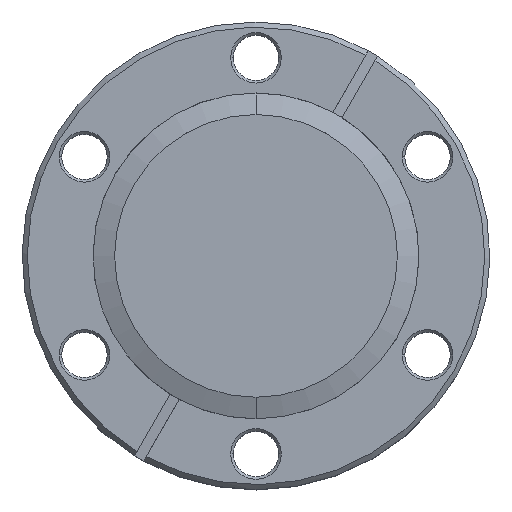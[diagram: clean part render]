
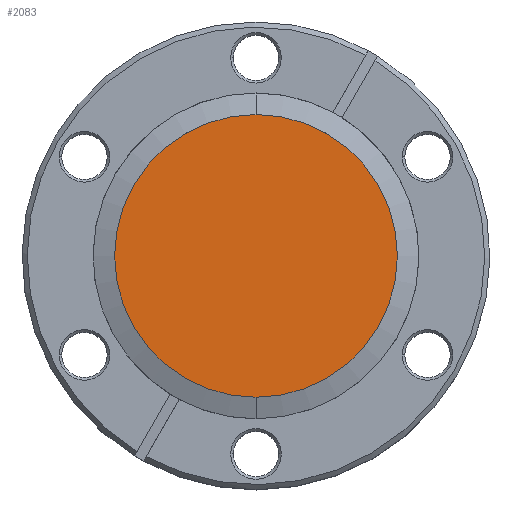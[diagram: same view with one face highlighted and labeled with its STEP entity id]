
A CAD part, top view. The second image highlights one B-rep face of the part: STEP entity #2083.
In plain terms, the highlighted planar face has unit normal (0, 0, 1).
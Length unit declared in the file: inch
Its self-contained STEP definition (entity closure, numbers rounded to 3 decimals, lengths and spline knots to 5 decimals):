
#743=CARTESIAN_POINT('',(0.,0.,-0.05));
#744=DIRECTION('',(0.,0.,1.));
#745=DIRECTION('',(0.,1.,0.));
#746=AXIS2_PLACEMENT_3D('',#743,#744,#745);
#756=CARTESIAN_POINT('',(0.,0.,-0.05));
#757=DIRECTION('',(0.,0.,-1.));
#758=DIRECTION('',(0.,1.,0.));
#759=AXIS2_PLACEMENT_3D('',#756,#757,#758);
#826=CARTESIAN_POINT('',(0.,0.825,-0.05));
#828=VERTEX_POINT('',#826);
#832=CARTESIAN_POINT('',(0.,-0.825,-0.05));
#834=VERTEX_POINT('',#832);
#2074=CARTESIAN_POINT('',(0.,0.,-0.05));
#2075=DIRECTION('',(0.,0.,1.));
#2076=DIRECTION('',(0.,1.,0.));
#2077=AXIS2_PLACEMENT_3D('',#2074,#2075,#2076);
#2078=PLANE('',#2077);
#2079=ORIENTED_EDGE('',*,*,#2069,.T.);
#2080=ORIENTED_EDGE('',*,*,#2053,.F.);
#2081=EDGE_LOOP('',(#2079,#2080));
#2082=FACE_OUTER_BOUND('',#2081,.F.);
#2083=ADVANCED_FACE('',(#2082),#2078,.T.);
#747=CIRCLE('',#746,0.825);
#760=CIRCLE('',#759,0.825);
#2053=EDGE_CURVE('',#828,#834,#747,.T.);
#2069=EDGE_CURVE('',#828,#834,#760,.T.);
